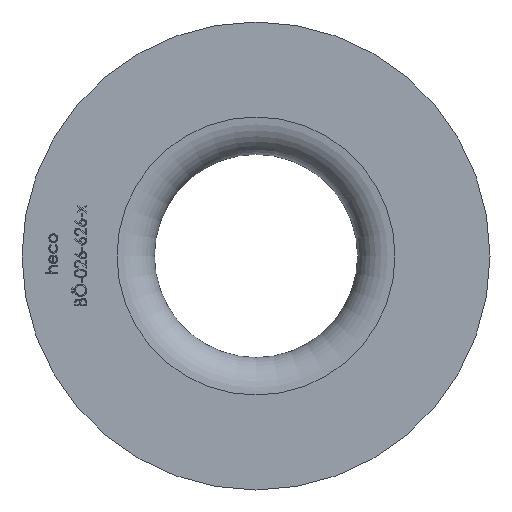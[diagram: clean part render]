
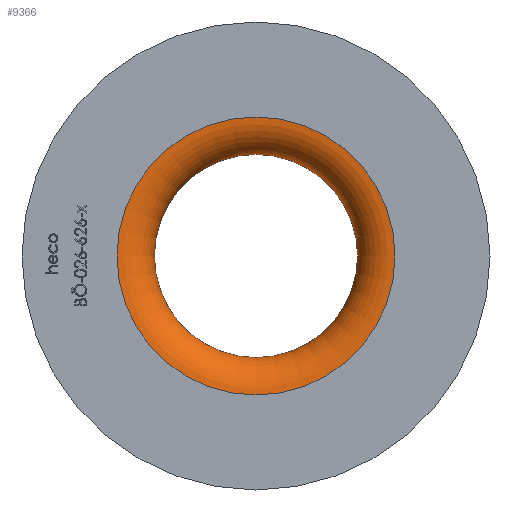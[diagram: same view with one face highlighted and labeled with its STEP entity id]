
A CAD part, left-side view. The second image highlights one B-rep face of the part: STEP entity #9366.
In plain terms, the highlighted toroidal (fillet/blend) face has major radius 14.85 mm and minor radius 4 mm.
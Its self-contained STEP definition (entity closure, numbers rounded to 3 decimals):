
#1521 = EDGE_CURVE ( 'NONE', #9595, #9595, #3296, .T. ) ;
#1638 = DIRECTION ( 'NONE',  ( 0., 0., -1. ) ) ;
#1855 = EDGE_LOOP ( 'NONE', ( #6457 ) ) ;
#1980 = CARTESIAN_POINT ( 'NONE',  ( 0., 0., 0. ) ) ;
#2025 = CIRCLE ( 'NONE', #6724, 14.85 ) ;
#3296 = CIRCLE ( 'NONE', #12851, 10.85 ) ;
#4982 = FACE_OUTER_BOUND ( 'NONE', #5107, .T. ) ;
#5107 = EDGE_LOOP ( 'NONE', ( #14007 ) ) ;
#5203 = VERTEX_POINT ( 'NONE', #14709 ) ;
#6080 = CARTESIAN_POINT ( 'NONE',  ( 4., 0., 0. ) ) ;
#6146 = DIRECTION ( 'NONE',  ( 0., 0., -1. ) ) ;
#6457 = ORIENTED_EDGE ( 'NONE', *, *, #1521, .F. ) ;
#6724 = AXIS2_PLACEMENT_3D ( 'NONE', #1980, #9071, #13743 ) ;
#6811 = TOROIDAL_SURFACE ( 'NONE', #8767, 14.85, 4. ) ;
#8515 = CARTESIAN_POINT ( 'NONE',  ( 4., 0., 0. ) ) ;
#8767 = AXIS2_PLACEMENT_3D ( 'NONE', #6080, #13130, #6146 ) ;
#9071 = DIRECTION ( 'NONE',  ( 1., 0., 0. ) ) ;
#9366 = ADVANCED_FACE ( 'NONE', ( #4982, #11964 ), #6811, .T. ) ;
#9383 = DIRECTION ( 'NONE',  ( -1., 0., 0. ) ) ;
#9595 = VERTEX_POINT ( 'NONE', #12194 ) ;
#11964 = FACE_OUTER_BOUND ( 'NONE', #1855, .T. ) ;
#12194 = CARTESIAN_POINT ( 'NONE',  ( 4., 0., -10.85 ) ) ;
#12588 = EDGE_CURVE ( 'NONE', #5203, #5203, #2025, .T. ) ;
#12851 = AXIS2_PLACEMENT_3D ( 'NONE', #8515, #9383, #1638 ) ;
#13130 = DIRECTION ( 'NONE',  ( 1., 0., 0. ) ) ;
#13743 = DIRECTION ( 'NONE',  ( 0., 0., -1. ) ) ;
#14007 = ORIENTED_EDGE ( 'NONE', *, *, #12588, .F. ) ;
#14709 = CARTESIAN_POINT ( 'NONE',  ( 0., 0., -14.85 ) ) ;
